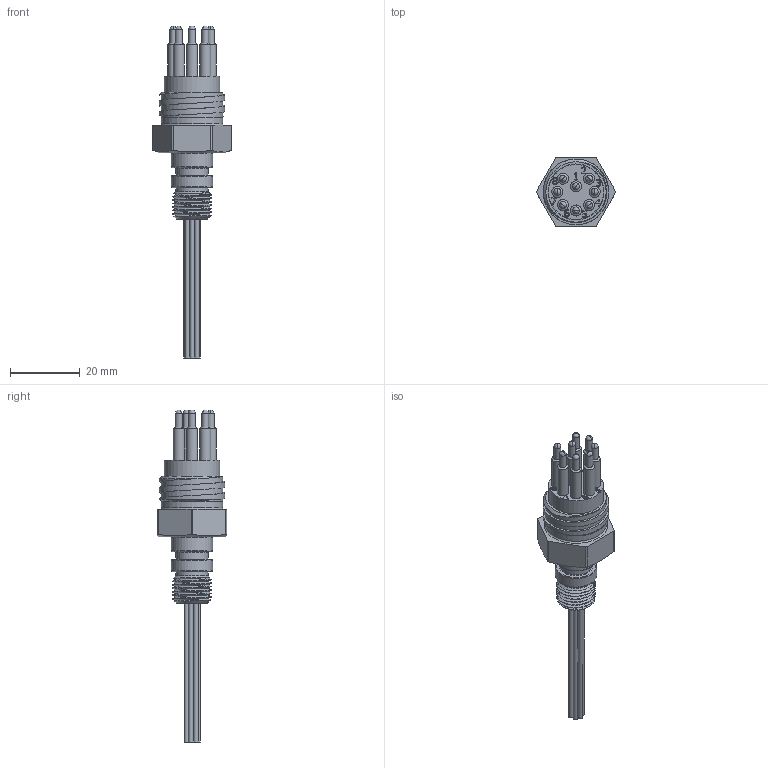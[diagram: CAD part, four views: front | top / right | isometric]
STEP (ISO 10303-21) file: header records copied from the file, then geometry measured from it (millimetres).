
FILE_DESCRIPTION(/* description */ (''),/* implementation_level */ '2;1');
FILE_NAME(/* name */ 'MCBH8M 2 O-ring 20mm Hex.stp',/* time_stamp */ '2014-11-26T12:47:10+01:00',/* author */ ('sh'),/* organization */ (''),/* preprocessor_version */ 'ST-DEVELOPER v15.2',/* originating_system */ 'Autodesk Inventor 2014',/* authorisation */ '');
FILE_SCHEMA (('AUTOMOTIVE_DESIGN { 1 0 10303 214 3 1 1 }'));
Length unit declared in the file: millimetre
Products named in the file (1): MCBH8M 2 O-ring 20mm Hex
Bounding box: 22.87 x 19.94 x 95.55 mm (x, y, z)
Volume: 9210.9 mm3; surface area: 9906.7 mm2
Topology: 22 solids, 22 shells, 347 faces, 819 edges, 544 vertices
Faces by surface type: plane 140, bspline 102, cylinder 64, cone 26, torus 15
Full cylindrical faces by diameter (mm): 1.27 x6, 1.321 x8, 1.981 x8, 1.986 x8, 3.175 x8, 5.537 x2, 7.264 x2, 9.322 x1, 9.398 x1, 11.918 x2, 13.5 x1, 15.875 x1, 15.9 x1, 17.628 x1, 17.971 x1
Entity records: 12529 total; most frequent: CARTESIAN_POINT 5306, ORIENTED_EDGE 1374, DIRECTION 1157, EDGE_CURVE 687, VERTEX_POINT 503, EDGE_LOOP 468, AXIS2_PLACEMENT_3D 435, STYLED_ITEM 353
